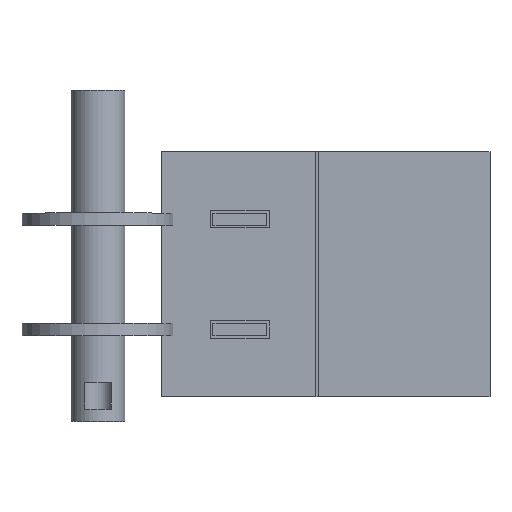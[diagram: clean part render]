
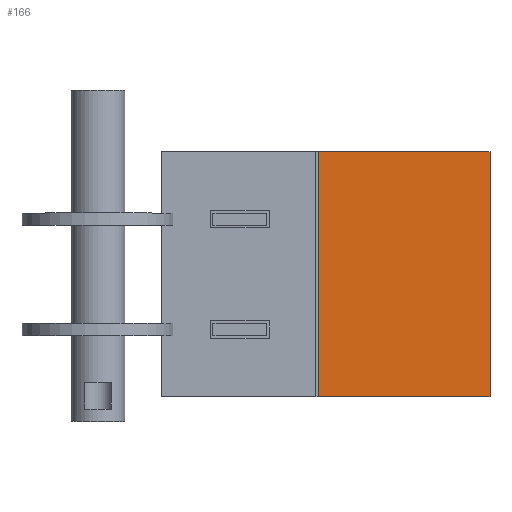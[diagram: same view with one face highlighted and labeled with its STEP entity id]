
A CAD part, top view. The second image highlights one B-rep face of the part: STEP entity #166.
In plain terms, the highlighted planar face has unit normal (0, 0, 1).
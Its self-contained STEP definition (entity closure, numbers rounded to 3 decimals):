
#86 = VERTEX_POINT('',#87);
#87 = CARTESIAN_POINT('',(89.882,-50.,5.));
#93 = EDGE_CURVE('',#86,#94,#96,.T.);
#94 = VERTEX_POINT('',#95);
#95 = CARTESIAN_POINT('',(159.882,-50.,5.));
#96 = LINE('',#97,#98);
#97 = CARTESIAN_POINT('',(25.882,-50.,5.));
#98 = VECTOR('',#99,1.);
#99 = DIRECTION('',(1.,0.,0.));
#147 = EDGE_CURVE('',#94,#148,#150,.T.);
#148 = VERTEX_POINT('',#149);
#149 = CARTESIAN_POINT('',(159.882,50.,5.));
#150 = LINE('',#151,#152);
#151 = CARTESIAN_POINT('',(159.882,-50.,5.));
#152 = VECTOR('',#153,1.);
#153 = DIRECTION('',(0.,1.,0.));
#166 = ADVANCED_FACE('',(#167),#185,.T.);
#167 = FACE_BOUND('',#168,.T.);
#168 = EDGE_LOOP('',(#169,#177,#178,#179));
#169 = ORIENTED_EDGE('',*,*,#170,.T.);
#170 = EDGE_CURVE('',#171,#86,#173,.T.);
#171 = VERTEX_POINT('',#172);
#172 = CARTESIAN_POINT('',(89.882,50.,5.));
#173 = LINE('',#174,#175);
#174 = CARTESIAN_POINT('',(89.882,50.,5.));
#175 = VECTOR('',#176,1.);
#176 = DIRECTION('',(0.,-1.,0.));
#177 = ORIENTED_EDGE('',*,*,#93,.T.);
#178 = ORIENTED_EDGE('',*,*,#147,.T.);
#179 = ORIENTED_EDGE('',*,*,#180,.T.);
#180 = EDGE_CURVE('',#148,#171,#181,.T.);
#181 = LINE('',#182,#183);
#182 = CARTESIAN_POINT('',(159.882,50.,5.));
#183 = VECTOR('',#184,1.);
#184 = DIRECTION('',(-1.,0.,0.));
#185 = PLANE('',#186);
#186 = AXIS2_PLACEMENT_3D('',#187,#188,#189);
#187 = CARTESIAN_POINT('',(92.882,0.,5.));
#188 = DIRECTION('',(0.,0.,1.));
#189 = DIRECTION('',(1.,0.,0.));
